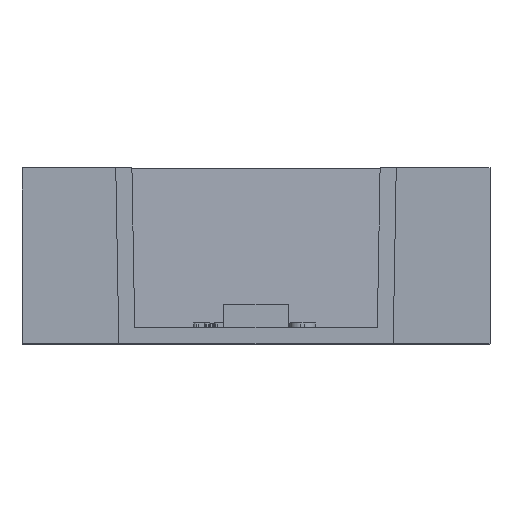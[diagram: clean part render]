
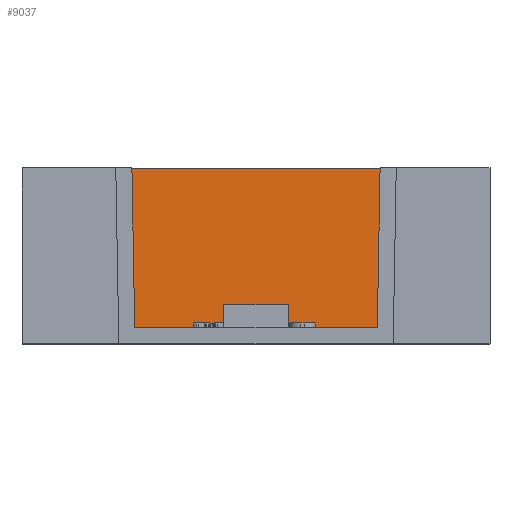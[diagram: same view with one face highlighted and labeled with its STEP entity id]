
A CAD part, top view. The second image highlights one B-rep face of the part: STEP entity #9037.
In plain terms, the highlighted planar face has unit normal (0, 0.018, 1).
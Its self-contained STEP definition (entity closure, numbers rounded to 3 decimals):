
#285 = CARTESIAN_POINT ( 'NONE',  ( -14.5, 0.017, -10.5 ) ) ;
#658 = EDGE_CURVE ( 'NONE', #1767, #7251, #5192, .T. ) ;
#1092 = DIRECTION ( 'NONE',  ( 0., -0.017, -1. ) ) ;
#1187 = EDGE_CURVE ( 'NONE', #1767, #2876, #3090, .T. ) ;
#1237 = CARTESIAN_POINT ( 'NONE',  ( 14.5, 1., -10.517 ) ) ;
#1638 = CARTESIAN_POINT ( 'NONE',  ( -14.5, 10.9, -10.69 ) ) ;
#1767 = VERTEX_POINT ( 'NONE', #10163 ) ;
#2458 = CARTESIAN_POINT ( 'NONE',  ( -14.5, 10.914, -10.69 ) ) ;
#2654 = PLANE ( 'NONE',  #5991 ) ;
#2876 = VERTEX_POINT ( 'NONE', #7332 ) ;
#3090 = LINE ( 'NONE', #1638, #4944 ) ;
#3102 = VECTOR ( 'NONE', #9728, 1000. ) ;
#3241 = DIRECTION ( 'NONE',  ( 0., -1., 0.017 ) ) ;
#3891 = ORIENTED_EDGE ( 'NONE', *, *, #9289, .T. ) ;
#4184 = VERTEX_POINT ( 'NONE', #8504 ) ;
#4944 = VECTOR ( 'NONE', #6396, 1000. ) ;
#4963 = VECTOR ( 'NONE', #5916, 1000. ) ;
#5078 = CARTESIAN_POINT ( 'NONE',  ( -14.5, 1., -10.517 ) ) ;
#5192 = LINE ( 'NONE', #7273, #3102 ) ;
#5501 = ORIENTED_EDGE ( 'NONE', *, *, #7222, .F. ) ;
#5916 = DIRECTION ( 'NONE',  ( -1., 0., 0. ) ) ;
#5991 = AXIS2_PLACEMENT_3D ( 'NONE', #285, #1092, #6672 ) ;
#6396 = DIRECTION ( 'NONE',  ( -1., 0., 0. ) ) ;
#6672 = DIRECTION ( 'NONE',  ( 0., 1., -0.017 ) ) ;
#6838 = VECTOR ( 'NONE', #3241, 1000. ) ;
#7222 = EDGE_CURVE ( 'NONE', #7251, #4184, #9322, .T. ) ;
#7251 = VERTEX_POINT ( 'NONE', #1237 ) ;
#7273 = CARTESIAN_POINT ( 'NONE',  ( 14.5, 0.017, -10.5 ) ) ;
#7332 = CARTESIAN_POINT ( 'NONE',  ( -14.5, 10.9, -10.69 ) ) ;
#8162 = FACE_OUTER_BOUND ( 'NONE', #9468, .T. ) ;
#8446 = ORIENTED_EDGE ( 'NONE', *, *, #658, .F. ) ;
#8504 = CARTESIAN_POINT ( 'NONE',  ( -14.5, 1., -10.517 ) ) ;
#9037 = ADVANCED_FACE ( 'NONE', ( #8162 ), #2654, .F. ) ;
#9040 = LINE ( 'NONE', #2458, #6838 ) ;
#9289 = EDGE_CURVE ( 'NONE', #2876, #4184, #9040, .T. ) ;
#9322 = LINE ( 'NONE', #5078, #4963 ) ;
#9468 = EDGE_LOOP ( 'NONE', ( #3891, #5501, #8446, #9899 ) ) ;
#9728 = DIRECTION ( 'NONE',  ( 0., -1., 0.017 ) ) ;
#9899 = ORIENTED_EDGE ( 'NONE', *, *, #1187, .T. ) ;
#10163 = CARTESIAN_POINT ( 'NONE',  ( 14.5, 10.9, -10.69 ) ) ;
